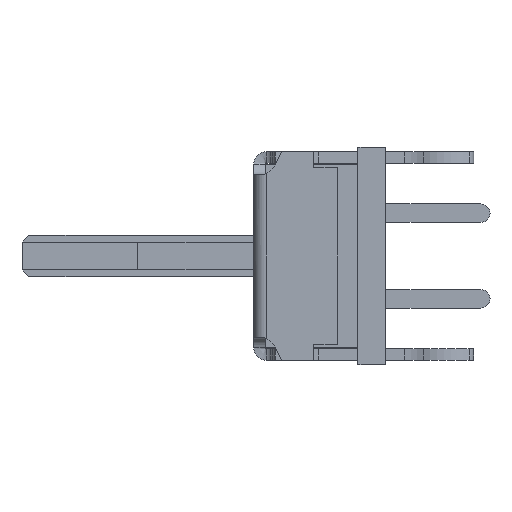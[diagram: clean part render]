
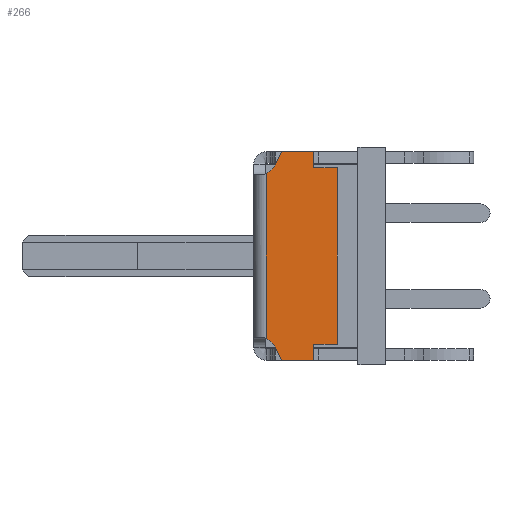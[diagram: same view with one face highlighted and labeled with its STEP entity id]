
A CAD part, left-side view. The second image highlights one B-rep face of the part: STEP entity #266.
In plain terms, the highlighted planar face has unit normal (-1, 0, 0).
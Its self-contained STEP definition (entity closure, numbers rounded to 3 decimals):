
#126 = CARTESIAN_POINT ( 'NONE',  ( -30., 5.569, 3.929 ) ) ;
#142 = DIRECTION ( 'NONE',  ( 0., 1., 0. ) ) ;
#189 = DIRECTION ( 'NONE',  ( 0., 0.707, -0.707 ) ) ;
#222 = DIRECTION ( 'NONE',  ( 0., 0., 1. ) ) ;
#266 = ADVANCED_FACE ( 'NONE', ( #3386 ), #4788, .T. ) ;
#338 = VECTOR ( 'NONE', #9189, 1000. ) ;
#374 = AXIS2_PLACEMENT_3D ( 'NONE', #3091, #7832, #8538 ) ;
#474 = EDGE_CURVE ( 'NONE', #6925, #9677, #9628, .T. ) ;
#573 = CARTESIAN_POINT ( 'NONE',  ( -30., 4.726, -4.726 ) ) ;
#607 = VECTOR ( 'NONE', #1881, 1000. ) ;
#720 = EDGE_CURVE ( 'NONE', #2522, #4459, #2404, .T. ) ;
#742 = LINE ( 'NONE', #3940, #338 ) ;
#810 = EDGE_CURVE ( 'NONE', #6925, #5519, #2040, .T. ) ;
#827 = CARTESIAN_POINT ( 'NONE',  ( -30., 5.95, 3.559 ) ) ;
#830 = DIRECTION ( 'NONE',  ( 0., 0.449, 0.894 ) ) ;
#962 = VECTOR ( 'NONE', #6420, 1000. ) ;
#971 = CIRCLE ( 'NONE', #2890, 0.65 ) ;
#1054 = EDGE_CURVE ( 'NONE', #3384, #8283, #6970, .T. ) ;
#1083 = DIRECTION ( 'NONE',  ( 0., 1., 0. ) ) ;
#1116 = CARTESIAN_POINT ( 'NONE',  ( -30., 2.9, 3.8 ) ) ;
#1152 = ORIENTED_EDGE ( 'NONE', *, *, #2239, .F. ) ;
#1165 = CARTESIAN_POINT ( 'NONE',  ( -30., 6.15, 4.221 ) ) ;
#1412 = CARTESIAN_POINT ( 'NONE',  ( -30., 5.761, -3.691 ) ) ;
#1447 = EDGE_CURVE ( 'NONE', #3926, #7414, #971, .T. ) ;
#1467 = CARTESIAN_POINT ( 'NONE',  ( -30., 5.283, 4.5 ) ) ;
#1495 = ORIENTED_EDGE ( 'NONE', *, *, #720, .F. ) ;
#1606 = CIRCLE ( 'NONE', #7674, 0.65 ) ;
#1668 = CARTESIAN_POINT ( 'NONE',  ( -30., 3.9, 4.5 ) ) ;
#1698 = CARTESIAN_POINT ( 'NONE',  ( -30., 2.9, -3.8 ) ) ;
#1789 = EDGE_CURVE ( 'NONE', #8970, #6957, #2454, .T. ) ;
#1872 = DIRECTION ( 'NONE',  ( 0., -1., 0. ) ) ;
#1881 = DIRECTION ( 'NONE',  ( 0., 0., 1. ) ) ;
#1909 = VERTEX_POINT ( 'NONE', #6549 ) ;
#1964 = CARTESIAN_POINT ( 'NONE',  ( -30., 5.569, -3.929 ) ) ;
#1992 = VERTEX_POINT ( 'NONE', #9590 ) ;
#2040 = LINE ( 'NONE', #3361, #962 ) ;
#2097 = DIRECTION ( 'NONE',  ( 0., -1., 0. ) ) ;
#2239 = EDGE_CURVE ( 'NONE', #4459, #4128, #4469, .T. ) ;
#2301 = ORIENTED_EDGE ( 'NONE', *, *, #7801, .T. ) ;
#2404 = CIRCLE ( 'NONE', #7825, 0.65 ) ;
#2423 = VECTOR ( 'NONE', #5849, 1000. ) ;
#2453 = ORIENTED_EDGE ( 'NONE', *, *, #810, .F. ) ;
#2454 = LINE ( 'NONE', #1698, #7047 ) ;
#2486 = ORIENTED_EDGE ( 'NONE', *, *, #1447, .T. ) ;
#2522 = VERTEX_POINT ( 'NONE', #1964 ) ;
#2533 = CARTESIAN_POINT ( 'NONE',  ( -30., 2.9, 0. ) ) ;
#2564 = VECTOR ( 'NONE', #222, 1000. ) ;
#2574 = CARTESIAN_POINT ( 'NONE',  ( -30., 2.9, -3.8 ) ) ;
#2635 = LINE ( 'NONE', #2533, #607 ) ;
#2735 = VECTOR ( 'NONE', #9818, 1000. ) ;
#2890 = AXIS2_PLACEMENT_3D ( 'NONE', #1165, #6512, #7810 ) ;
#3091 = CARTESIAN_POINT ( 'NONE',  ( -30., 6.221, 4.15 ) ) ;
#3167 = CARTESIAN_POINT ( 'NONE',  ( -30., 5.283, 4.5 ) ) ;
#3209 = EDGE_CURVE ( 'NONE', #4128, #3384, #1606, .T. ) ;
#3254 = EDGE_CURVE ( 'NONE', #5519, #9814, #742, .T. ) ;
#3361 = CARTESIAN_POINT ( 'NONE',  ( -30., 3.9, 3.8 ) ) ;
#3384 = VERTEX_POINT ( 'NONE', #5351 ) ;
#3386 = FACE_OUTER_BOUND ( 'NONE', #4936, .T. ) ;
#3808 = ORIENTED_EDGE ( 'NONE', *, *, #1054, .F. ) ;
#3915 = ORIENTED_EDGE ( 'NONE', *, *, #5476, .F. ) ;
#3926 = VERTEX_POINT ( 'NONE', #126 ) ;
#3940 = CARTESIAN_POINT ( 'NONE',  ( -30., 2.9, 3.8 ) ) ;
#3985 = LINE ( 'NONE', #7038, #9311 ) ;
#3989 = VECTOR ( 'NONE', #142, 1000. ) ;
#3997 = ORIENTED_EDGE ( 'NONE', *, *, #5141, .T. ) ;
#4083 = ORIENTED_EDGE ( 'NONE', *, *, #4187, .T. ) ;
#4128 = VERTEX_POINT ( 'NONE', #1412 ) ;
#4149 = CARTESIAN_POINT ( 'NONE',  ( -30., 3.9, 3.8 ) ) ;
#4187 = EDGE_CURVE ( 'NONE', #5381, #8970, #6777, .T. ) ;
#4459 = VERTEX_POINT ( 'NONE', #5815 ) ;
#4469 = LINE ( 'NONE', #573, #2735 ) ;
#4658 = CARTESIAN_POINT ( 'NONE',  ( -30., 3.9, -3.8 ) ) ;
#4788 = PLANE ( 'NONE',  #9442 ) ;
#4928 = CARTESIAN_POINT ( 'NONE',  ( -30., 6.15, -4.221 ) ) ;
#4936 = EDGE_LOOP ( 'NONE', ( #4083, #5571, #9685, #5127, #2453, #9096, #3997, #2486, #7933, #2301, #3808, #8822, #1152, #1495, #5322, #3915 ) ) ;
#5127 = ORIENTED_EDGE ( 'NONE', *, *, #3254, .F. ) ;
#5141 = EDGE_CURVE ( 'NONE', #9677, #3926, #8567, .T. ) ;
#5232 = DIRECTION ( 'NONE',  ( 0., 0., 1. ) ) ;
#5322 = ORIENTED_EDGE ( 'NONE', *, *, #5798, .F. ) ;
#5351 = CARTESIAN_POINT ( 'NONE',  ( -30., 5.95, -3.559 ) ) ;
#5381 = VERTEX_POINT ( 'NONE', #8345 ) ;
#5424 = CARTESIAN_POINT ( 'NONE',  ( -30., 5.95, 0. ) ) ;
#5476 = EDGE_CURVE ( 'NONE', #5381, #1992, #5603, .T. ) ;
#5519 = VERTEX_POINT ( 'NONE', #4149 ) ;
#5571 = ORIENTED_EDGE ( 'NONE', *, *, #1789, .T. ) ;
#5603 = LINE ( 'NONE', #8737, #3989 ) ;
#5797 = CARTESIAN_POINT ( 'NONE',  ( -30., 0., 0. ) ) ;
#5798 = EDGE_CURVE ( 'NONE', #1992, #2522, #6932, .T. ) ;
#5815 = CARTESIAN_POINT ( 'NONE',  ( -30., 5.691, -3.761 ) ) ;
#5849 = DIRECTION ( 'NONE',  ( 0., 1., 0. ) ) ;
#5911 = DIRECTION ( 'NONE',  ( -1., 0., 0. ) ) ;
#6310 = CARTESIAN_POINT ( 'NONE',  ( -30., 5.691, 3.761 ) ) ;
#6420 = DIRECTION ( 'NONE',  ( 0., 0., -1. ) ) ;
#6445 = EDGE_CURVE ( 'NONE', #6957, #9814, #2635, .T. ) ;
#6512 = DIRECTION ( 'NONE',  ( 1., 0., 0. ) ) ;
#6549 = CARTESIAN_POINT ( 'NONE',  ( -30., 5.761, 3.691 ) ) ;
#6691 = VECTOR ( 'NONE', #5232, 1000. ) ;
#6777 = LINE ( 'NONE', #4658, #6691 ) ;
#6925 = VERTEX_POINT ( 'NONE', #1668 ) ;
#6932 = LINE ( 'NONE', #7678, #8784 ) ;
#6957 = VERTEX_POINT ( 'NONE', #2574 ) ;
#6970 = LINE ( 'NONE', #5424, #2564 ) ;
#7038 = CARTESIAN_POINT ( 'NONE',  ( -30., 4.726, 4.726 ) ) ;
#7047 = VECTOR ( 'NONE', #7948, 1000. ) ;
#7271 = DIRECTION ( 'NONE',  ( -1., 0., 0. ) ) ;
#7281 = DIRECTION ( 'NONE',  ( -1., 0., 0. ) ) ;
#7414 = VERTEX_POINT ( 'NONE', #6310 ) ;
#7429 = CARTESIAN_POINT ( 'NONE',  ( -30., 3.9, 4.5 ) ) ;
#7674 = AXIS2_PLACEMENT_3D ( 'NONE', #9691, #5911, #2097 ) ;
#7678 = CARTESIAN_POINT ( 'NONE',  ( -30., 5.283, -4.5 ) ) ;
#7801 = EDGE_CURVE ( 'NONE', #1909, #8283, #8354, .T. ) ;
#7810 = DIRECTION ( 'NONE',  ( 0., -1., 0. ) ) ;
#7825 = AXIS2_PLACEMENT_3D ( 'NONE', #4928, #7271, #1872 ) ;
#7832 = DIRECTION ( 'NONE',  ( 1., 0., 0. ) ) ;
#7908 = EDGE_CURVE ( 'NONE', #7414, #1909, #3985, .T. ) ;
#7933 = ORIENTED_EDGE ( 'NONE', *, *, #7908, .T. ) ;
#7948 = DIRECTION ( 'NONE',  ( 0., -1., 0. ) ) ;
#8283 = VERTEX_POINT ( 'NONE', #827 ) ;
#8342 = CARTESIAN_POINT ( 'NONE',  ( -30., 3.9, -3.8 ) ) ;
#8345 = CARTESIAN_POINT ( 'NONE',  ( -30., 3.9, -4.5 ) ) ;
#8354 = CIRCLE ( 'NONE', #374, 0.65 ) ;
#8459 = VECTOR ( 'NONE', #9263, 1000. ) ;
#8538 = DIRECTION ( 'NONE',  ( 0., -1., 0. ) ) ;
#8567 = LINE ( 'NONE', #3167, #8459 ) ;
#8737 = CARTESIAN_POINT ( 'NONE',  ( -30., 3.9, -4.5 ) ) ;
#8784 = VECTOR ( 'NONE', #830, 1000. ) ;
#8822 = ORIENTED_EDGE ( 'NONE', *, *, #3209, .F. ) ;
#8970 = VERTEX_POINT ( 'NONE', #8342 ) ;
#9096 = ORIENTED_EDGE ( 'NONE', *, *, #474, .T. ) ;
#9189 = DIRECTION ( 'NONE',  ( 0., -1., 0. ) ) ;
#9263 = DIRECTION ( 'NONE',  ( 0., 0.449, -0.894 ) ) ;
#9311 = VECTOR ( 'NONE', #189, 1000. ) ;
#9442 = AXIS2_PLACEMENT_3D ( 'NONE', #5797, #7281, #1083 ) ;
#9590 = CARTESIAN_POINT ( 'NONE',  ( -30., 5.283, -4.5 ) ) ;
#9628 = LINE ( 'NONE', #7429, #2423 ) ;
#9677 = VERTEX_POINT ( 'NONE', #1467 ) ;
#9685 = ORIENTED_EDGE ( 'NONE', *, *, #6445, .T. ) ;
#9691 = CARTESIAN_POINT ( 'NONE',  ( -30., 6.221, -4.15 ) ) ;
#9814 = VERTEX_POINT ( 'NONE', #1116 ) ;
#9818 = DIRECTION ( 'NONE',  ( 0., 0.707, 0.707 ) ) ;
